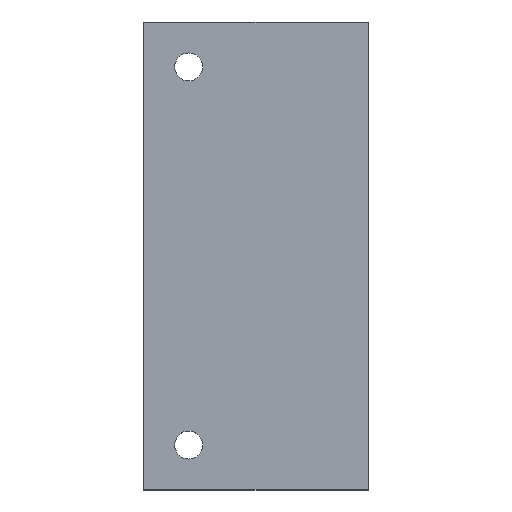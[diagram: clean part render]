
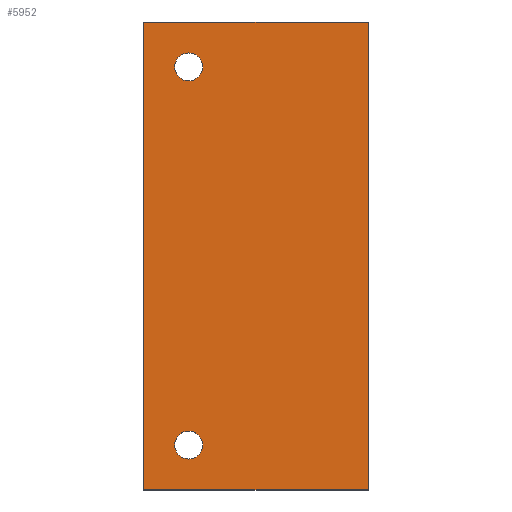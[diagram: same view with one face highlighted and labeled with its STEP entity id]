
A CAD part, top view. The second image highlights one B-rep face of the part: STEP entity #5952.
In plain terms, the highlighted planar face has unit normal (0, 0, 1).
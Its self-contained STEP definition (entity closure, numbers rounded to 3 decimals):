
#5595 = VERTEX_POINT('',#5596);
#5596 = CARTESIAN_POINT('',(133.479,-115.807,1.58));
#5603 = PLANE('',#5604);
#5604 = AXIS2_PLACEMENT_3D('',#5605,#5606,#5607);
#5605 = CARTESIAN_POINT('',(133.479,-115.807,0.));
#5606 = DIRECTION('',(0.,-1.,0.));
#5607 = DIRECTION('',(-1.,0.,0.));
#5615 = PLANE('',#5616);
#5616 = AXIS2_PLACEMENT_3D('',#5617,#5618,#5619);
#5617 = CARTESIAN_POINT('',(133.479,-65.515,0.));
#5618 = DIRECTION('',(1.,0.,-0.));
#5619 = DIRECTION('',(0.,-1.,0.));
#5627 = EDGE_CURVE('',#5595,#5628,#5630,.T.);
#5628 = VERTEX_POINT('',#5629);
#5629 = CARTESIAN_POINT('',(109.349,-115.807,1.58));
#5630 = SURFACE_CURVE('',#5631,(#5635,#5642),.PCURVE_S1.);
#5631 = LINE('',#5632,#5633);
#5632 = CARTESIAN_POINT('',(133.479,-115.807,1.58));
#5633 = VECTOR('',#5634,1.);
#5634 = DIRECTION('',(-1.,0.,0.));
#5635 = PCURVE('',#5603,#5636);
#5636 = DEFINITIONAL_REPRESENTATION('',(#5637),#5641);
#5637 = LINE('',#5638,#5639);
#5638 = CARTESIAN_POINT('',(0.,-1.58));
#5639 = VECTOR('',#5640,1.);
#5640 = DIRECTION('',(1.,0.));
#5641 = ( GEOMETRIC_REPRESENTATION_CONTEXT(2) 
PARAMETRIC_REPRESENTATION_CONTEXT() REPRESENTATION_CONTEXT('2D SPACE',''
  ) );
#5642 = PCURVE('',#5643,#5648);
#5643 = PLANE('',#5644);
#5644 = AXIS2_PLACEMENT_3D('',#5645,#5646,#5647);
#5645 = CARTESIAN_POINT('',(121.414,-90.661,1.58));
#5646 = DIRECTION('',(-0.,-0.,-1.));
#5647 = DIRECTION('',(-1.,0.,0.));
#5648 = DEFINITIONAL_REPRESENTATION('',(#5649),#5653);
#5649 = LINE('',#5650,#5651);
#5650 = CARTESIAN_POINT('',(-12.065,-25.146));
#5651 = VECTOR('',#5652,1.);
#5652 = DIRECTION('',(1.,0.));
#5653 = ( GEOMETRIC_REPRESENTATION_CONTEXT(2) 
PARAMETRIC_REPRESENTATION_CONTEXT() REPRESENTATION_CONTEXT('2D SPACE',''
  ) );
#5671 = PLANE('',#5672);
#5672 = AXIS2_PLACEMENT_3D('',#5673,#5674,#5675);
#5673 = CARTESIAN_POINT('',(109.349,-115.807,0.));
#5674 = DIRECTION('',(-1.,0.,0.));
#5675 = DIRECTION('',(0.,1.,0.));
#5715 = VERTEX_POINT('',#5716);
#5716 = CARTESIAN_POINT('',(133.479,-65.515,1.58));
#5730 = PLANE('',#5731);
#5731 = AXIS2_PLACEMENT_3D('',#5732,#5733,#5734);
#5732 = CARTESIAN_POINT('',(109.349,-65.515,0.));
#5733 = DIRECTION('',(0.,1.,0.));
#5734 = DIRECTION('',(1.,0.,0.));
#5742 = EDGE_CURVE('',#5715,#5595,#5743,.T.);
#5743 = SURFACE_CURVE('',#5744,(#5748,#5755),.PCURVE_S1.);
#5744 = LINE('',#5745,#5746);
#5745 = CARTESIAN_POINT('',(133.479,-65.515,1.58));
#5746 = VECTOR('',#5747,1.);
#5747 = DIRECTION('',(0.,-1.,0.));
#5748 = PCURVE('',#5615,#5749);
#5749 = DEFINITIONAL_REPRESENTATION('',(#5750),#5754);
#5750 = LINE('',#5751,#5752);
#5751 = CARTESIAN_POINT('',(0.,-1.58));
#5752 = VECTOR('',#5753,1.);
#5753 = DIRECTION('',(1.,0.));
#5754 = ( GEOMETRIC_REPRESENTATION_CONTEXT(2) 
PARAMETRIC_REPRESENTATION_CONTEXT() REPRESENTATION_CONTEXT('2D SPACE',''
  ) );
#5755 = PCURVE('',#5643,#5756);
#5756 = DEFINITIONAL_REPRESENTATION('',(#5757),#5761);
#5757 = LINE('',#5758,#5759);
#5758 = CARTESIAN_POINT('',(-12.065,25.146));
#5759 = VECTOR('',#5760,1.);
#5760 = DIRECTION('',(0.,-1.));
#5761 = ( GEOMETRIC_REPRESENTATION_CONTEXT(2) 
PARAMETRIC_REPRESENTATION_CONTEXT() REPRESENTATION_CONTEXT('2D SPACE',''
  ) );
#5789 = EDGE_CURVE('',#5628,#5790,#5792,.T.);
#5790 = VERTEX_POINT('',#5791);
#5791 = CARTESIAN_POINT('',(109.349,-65.515,1.58));
#5792 = SURFACE_CURVE('',#5793,(#5797,#5804),.PCURVE_S1.);
#5793 = LINE('',#5794,#5795);
#5794 = CARTESIAN_POINT('',(109.349,-115.807,1.58));
#5795 = VECTOR('',#5796,1.);
#5796 = DIRECTION('',(0.,1.,0.));
#5797 = PCURVE('',#5671,#5798);
#5798 = DEFINITIONAL_REPRESENTATION('',(#5799),#5803);
#5799 = LINE('',#5800,#5801);
#5800 = CARTESIAN_POINT('',(0.,-1.58));
#5801 = VECTOR('',#5802,1.);
#5802 = DIRECTION('',(1.,0.));
#5803 = ( GEOMETRIC_REPRESENTATION_CONTEXT(2) 
PARAMETRIC_REPRESENTATION_CONTEXT() REPRESENTATION_CONTEXT('2D SPACE',''
  ) );
#5804 = PCURVE('',#5643,#5805);
#5805 = DEFINITIONAL_REPRESENTATION('',(#5806),#5810);
#5806 = LINE('',#5807,#5808);
#5807 = CARTESIAN_POINT('',(12.065,-25.146));
#5808 = VECTOR('',#5809,1.);
#5809 = DIRECTION('',(0.,1.));
#5810 = ( GEOMETRIC_REPRESENTATION_CONTEXT(2) 
PARAMETRIC_REPRESENTATION_CONTEXT() REPRESENTATION_CONTEXT('2D SPACE',''
  ) );
#5906 = CYLINDRICAL_SURFACE('',#5907,1.5);
#5907 = AXIS2_PLACEMENT_3D('',#5908,#5909,#5910);
#5908 = CARTESIAN_POINT('',(114.175,-110.981,-0.79));
#5909 = DIRECTION('',(0.,0.,1.));
#5910 = DIRECTION('',(1.,0.,-0.));
#5941 = CYLINDRICAL_SURFACE('',#5942,1.5);
#5942 = AXIS2_PLACEMENT_3D('',#5943,#5944,#5945);
#5943 = CARTESIAN_POINT('',(114.175,-70.341,-0.79));
#5944 = DIRECTION('',(0.,0.,1.));
#5945 = DIRECTION('',(1.,0.,-0.));
#5952 = ADVANCED_FACE('',(#5953,#5979,#6009),#5643,.F.);
#5953 = FACE_BOUND('',#5954,.F.);
#5954 = EDGE_LOOP('',(#5955,#5956,#5957,#5978));
#5955 = ORIENTED_EDGE('',*,*,#5627,.T.);
#5956 = ORIENTED_EDGE('',*,*,#5789,.T.);
#5957 = ORIENTED_EDGE('',*,*,#5958,.T.);
#5958 = EDGE_CURVE('',#5790,#5715,#5959,.T.);
#5959 = SURFACE_CURVE('',#5960,(#5964,#5971),.PCURVE_S1.);
#5960 = LINE('',#5961,#5962);
#5961 = CARTESIAN_POINT('',(109.349,-65.515,1.58));
#5962 = VECTOR('',#5963,1.);
#5963 = DIRECTION('',(1.,0.,0.));
#5964 = PCURVE('',#5643,#5965);
#5965 = DEFINITIONAL_REPRESENTATION('',(#5966),#5970);
#5966 = LINE('',#5967,#5968);
#5967 = CARTESIAN_POINT('',(12.065,25.146));
#5968 = VECTOR('',#5969,1.);
#5969 = DIRECTION('',(-1.,0.));
#5970 = ( GEOMETRIC_REPRESENTATION_CONTEXT(2) 
PARAMETRIC_REPRESENTATION_CONTEXT() REPRESENTATION_CONTEXT('2D SPACE',''
  ) );
#5971 = PCURVE('',#5730,#5972);
#5972 = DEFINITIONAL_REPRESENTATION('',(#5973),#5977);
#5973 = LINE('',#5974,#5975);
#5974 = CARTESIAN_POINT('',(0.,-1.58));
#5975 = VECTOR('',#5976,1.);
#5976 = DIRECTION('',(1.,0.));
#5977 = ( GEOMETRIC_REPRESENTATION_CONTEXT(2) 
PARAMETRIC_REPRESENTATION_CONTEXT() REPRESENTATION_CONTEXT('2D SPACE',''
  ) );
#5978 = ORIENTED_EDGE('',*,*,#5742,.T.);
#5979 = FACE_BOUND('',#5980,.F.);
#5980 = EDGE_LOOP('',(#5981));
#5981 = ORIENTED_EDGE('',*,*,#5982,.T.);
#5982 = EDGE_CURVE('',#5983,#5983,#5985,.T.);
#5983 = VERTEX_POINT('',#5984);
#5984 = CARTESIAN_POINT('',(115.675,-110.981,1.58));
#5985 = SURFACE_CURVE('',#5986,(#5991,#6002),.PCURVE_S1.);
#5986 = CIRCLE('',#5987,1.5);
#5987 = AXIS2_PLACEMENT_3D('',#5988,#5989,#5990);
#5988 = CARTESIAN_POINT('',(114.175,-110.981,1.58));
#5989 = DIRECTION('',(0.,0.,1.));
#5990 = DIRECTION('',(1.,0.,-0.));
#5991 = PCURVE('',#5643,#5992);
#5992 = DEFINITIONAL_REPRESENTATION('',(#5993),#6001);
#5993 = ( BOUNDED_CURVE() B_SPLINE_CURVE(2,(#5994,#5995,#5996,#5997,
#5998,#5999,#6000),.UNSPECIFIED.,.T.,.F.) B_SPLINE_CURVE_WITH_KNOTS((1,2
    ,2,2,2,1),(-2.094,0.,2.094,4.189,
6.283,8.378),.UNSPECIFIED.) CURVE() 
GEOMETRIC_REPRESENTATION_ITEM() RATIONAL_B_SPLINE_CURVE((1.,0.5,1.,0.5,
1.,0.5,1.)) REPRESENTATION_ITEM('') );
#5994 = CARTESIAN_POINT('',(5.739,-20.32));
#5995 = CARTESIAN_POINT('',(5.739,-17.722));
#5996 = CARTESIAN_POINT('',(7.989,-19.021));
#5997 = CARTESIAN_POINT('',(10.239,-20.32));
#5998 = CARTESIAN_POINT('',(7.989,-21.619));
#5999 = CARTESIAN_POINT('',(5.739,-22.918));
#6000 = CARTESIAN_POINT('',(5.739,-20.32));
#6001 = ( GEOMETRIC_REPRESENTATION_CONTEXT(2) 
PARAMETRIC_REPRESENTATION_CONTEXT() REPRESENTATION_CONTEXT('2D SPACE',''
  ) );
#6002 = PCURVE('',#5906,#6003);
#6003 = DEFINITIONAL_REPRESENTATION('',(#6004),#6008);
#6004 = LINE('',#6005,#6006);
#6005 = CARTESIAN_POINT('',(0.,2.37));
#6006 = VECTOR('',#6007,1.);
#6007 = DIRECTION('',(1.,0.));
#6008 = ( GEOMETRIC_REPRESENTATION_CONTEXT(2) 
PARAMETRIC_REPRESENTATION_CONTEXT() REPRESENTATION_CONTEXT('2D SPACE',''
  ) );
#6009 = FACE_BOUND('',#6010,.F.);
#6010 = EDGE_LOOP('',(#6011));
#6011 = ORIENTED_EDGE('',*,*,#6012,.T.);
#6012 = EDGE_CURVE('',#6013,#6013,#6015,.T.);
#6013 = VERTEX_POINT('',#6014);
#6014 = CARTESIAN_POINT('',(115.675,-70.341,1.58));
#6015 = SURFACE_CURVE('',#6016,(#6021,#6032),.PCURVE_S1.);
#6016 = CIRCLE('',#6017,1.5);
#6017 = AXIS2_PLACEMENT_3D('',#6018,#6019,#6020);
#6018 = CARTESIAN_POINT('',(114.175,-70.341,1.58));
#6019 = DIRECTION('',(0.,0.,1.));
#6020 = DIRECTION('',(1.,0.,-0.));
#6021 = PCURVE('',#5643,#6022);
#6022 = DEFINITIONAL_REPRESENTATION('',(#6023),#6031);
#6023 = ( BOUNDED_CURVE() B_SPLINE_CURVE(2,(#6024,#6025,#6026,#6027,
#6028,#6029,#6030),.UNSPECIFIED.,.T.,.F.) B_SPLINE_CURVE_WITH_KNOTS((1,2
    ,2,2,2,1),(-2.094,0.,2.094,4.189,
6.283,8.378),.UNSPECIFIED.) CURVE() 
GEOMETRIC_REPRESENTATION_ITEM() RATIONAL_B_SPLINE_CURVE((1.,0.5,1.,0.5,
1.,0.5,1.)) REPRESENTATION_ITEM('') );
#6024 = CARTESIAN_POINT('',(5.739,20.32));
#6025 = CARTESIAN_POINT('',(5.739,22.918));
#6026 = CARTESIAN_POINT('',(7.989,21.619));
#6027 = CARTESIAN_POINT('',(10.239,20.32));
#6028 = CARTESIAN_POINT('',(7.989,19.021));
#6029 = CARTESIAN_POINT('',(5.739,17.722));
#6030 = CARTESIAN_POINT('',(5.739,20.32));
#6031 = ( GEOMETRIC_REPRESENTATION_CONTEXT(2) 
PARAMETRIC_REPRESENTATION_CONTEXT() REPRESENTATION_CONTEXT('2D SPACE',''
  ) );
#6032 = PCURVE('',#5941,#6033);
#6033 = DEFINITIONAL_REPRESENTATION('',(#6034),#6038);
#6034 = LINE('',#6035,#6036);
#6035 = CARTESIAN_POINT('',(0.,2.37));
#6036 = VECTOR('',#6037,1.);
#6037 = DIRECTION('',(1.,0.));
#6038 = ( GEOMETRIC_REPRESENTATION_CONTEXT(2) 
PARAMETRIC_REPRESENTATION_CONTEXT() REPRESENTATION_CONTEXT('2D SPACE',''
  ) );
